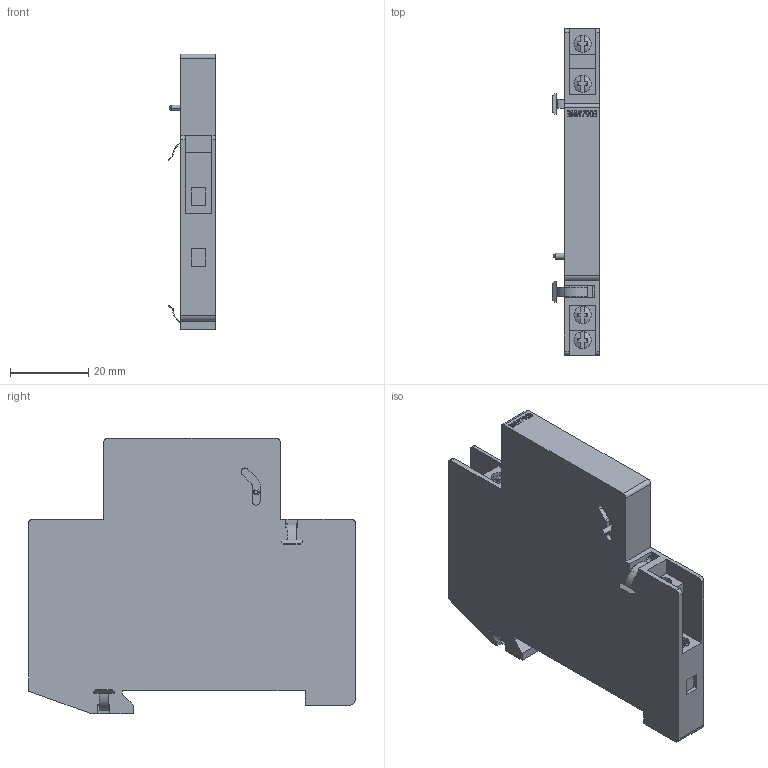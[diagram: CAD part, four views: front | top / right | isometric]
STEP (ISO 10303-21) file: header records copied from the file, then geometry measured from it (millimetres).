
FILE_DESCRIPTION(('STEP AP214'),'1');
FILE_NAME('cctmp_D41FD423-2492-4181-B7F6-6392D54C1AE7_2023_04_14_20_06_44_0352..stp','2023-04-14T18:06:44',('SIEMENS A&D'),('CADClick - www.CADClick.com'),'Spatial InterOp 3D postprocessed',' ','unknown authorization');
FILE_SCHEMA(('AUTOMOTIVE_DESIGN'));
Length unit declared in the file: millimetre
Products named in the file (1): 2023_04_14_20_06_44_0336
Bounding box: 12.12 x 83.3 x 70.3 mm (x, y, z)
Volume: 35868.4 mm3; surface area: 16791.6 mm2
Topology: 1 solids, 2 shells, 404 faces, 1080 edges, 714 vertices
Faces by surface type: plane 299, cylinder 57, extrusion 36, sphere 8, cone 4
Entity records: 14886 total; most frequent: CARTESIAN_POINT 3887, ORIENTED_EDGE 2160, DIRECTION 1748, EDGE_CURVE 1080, VERTEX_POINT 714, VECTOR 696, LINE 660, AXIS2_PLACEMENT_3D 526
